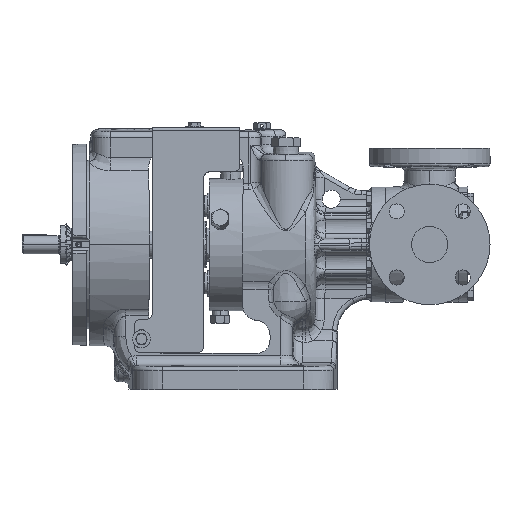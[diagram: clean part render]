
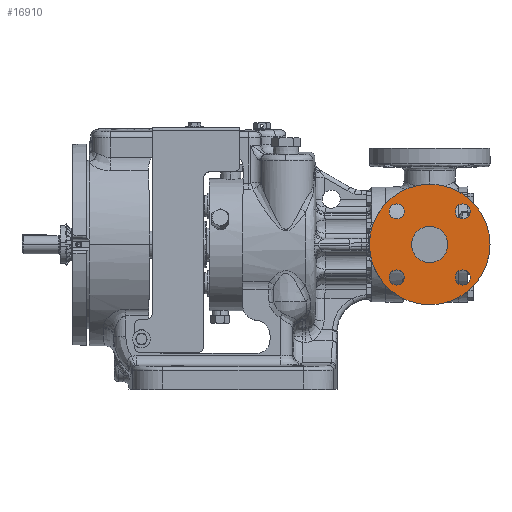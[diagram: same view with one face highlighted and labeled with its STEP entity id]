
A CAD part, top view. The second image highlights one B-rep face of the part: STEP entity #16910.
In plain terms, the highlighted planar face has unit normal (0, 0, 1).
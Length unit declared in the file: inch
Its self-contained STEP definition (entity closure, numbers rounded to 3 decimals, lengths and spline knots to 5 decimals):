
#2173 = CARTESIAN_POINT ( 'NONE',  ( 0.46498, -1.37002, 4. ) ) ;
#2500 = ORIENTED_EDGE ( 'NONE', *, *, #111245, .F. ) ;
#3843 = DIRECTION ( 'NONE',  ( 1., 0., 0. ) ) ;
#7527 = EDGE_CURVE ( 'NONE', #178349, #183733, #148300, .T. ) ;
#8599 = ORIENTED_EDGE ( 'NONE', *, *, #40746, .F. ) ;
#9369 = CIRCLE ( 'NONE', #165186, 0.3125 ) ;
#10086 = DIRECTION ( 'NONE',  ( 0., 0., 1. ) ) ;
#10377 = DIRECTION ( 'NONE',  ( 0., 0., -1. ) ) ;
#11221 = CARTESIAN_POINT ( 'NONE',  ( 0.46498, -1.37002, 4. ) ) ;
#11766 = AXIS2_PLACEMENT_3D ( 'NONE', #101483, #10086, #116808 ) ;
#12860 = CIRCLE ( 'NONE', #153299, 0.75 ) ;
#15882 = AXIS2_PLACEMENT_3D ( 'NONE', #132517, #41082, #147791 ) ;
#16190 = FACE_BOUND ( 'NONE', #84042, .T. ) ;
#16910 = ADVANCED_FACE ( 'NONE', ( #21011, #142697, #97363, #16190, #173617, #56782 ), #24375, .F. ) ;
#17576 = DIRECTION ( 'NONE',  ( 1., 0., 0. ) ) ;
#20234 = CARTESIAN_POINT ( 'NONE',  ( 1.835, 0., 4. ) ) ;
#21011 = FACE_BOUND ( 'NONE', #115765, .T. ) ;
#21875 = VERTEX_POINT ( 'NONE', #193471 ) ;
#22231 = ORIENTED_EDGE ( 'NONE', *, *, #84083, .F. ) ;
#23789 = ORIENTED_EDGE ( 'NONE', *, *, #47419, .T. ) ;
#24375 = PLANE ( 'NONE',  #178664 ) ;
#26507 = AXIS2_PLACEMENT_3D ( 'NONE', #163566, #72254, #178883 ) ;
#26518 = DIRECTION ( 'NONE',  ( 1., 0., 0. ) ) ;
#27269 = EDGE_LOOP ( 'NONE', ( #23789, #79252 ) ) ;
#30639 = AXIS2_PLACEMENT_3D ( 'NONE', #2173, #108963, #17576 ) ;
#35509 = DIRECTION ( 'NONE',  ( 0., -1., 0. ) ) ;
#38621 = CIRCLE ( 'NONE', #15882, 0.3125 ) ;
#38759 = CARTESIAN_POINT ( 'NONE',  ( 1.835, 0., 4. ) ) ;
#40746 = EDGE_CURVE ( 'NONE', #135944, #96234, #104402, .T. ) ;
#41082 = DIRECTION ( 'NONE',  ( 0., 0., 1. ) ) ;
#41319 = CIRCLE ( 'NONE', #51927, 0.3125 ) ;
#41524 = CARTESIAN_POINT ( 'NONE',  ( 3.20502, 1.37002, 4. ) ) ;
#43724 = VERTEX_POINT ( 'NONE', #170327 ) ;
#44785 = CARTESIAN_POINT ( 'NONE',  ( 3.20502, 1.37002, 4. ) ) ;
#45692 = VERTEX_POINT ( 'NONE', #158492 ) ;
#47419 = EDGE_CURVE ( 'NONE', #150989, #83952, #9369, .T. ) ;
#47614 = VERTEX_POINT ( 'NONE', #108454 ) ;
#48664 = ORIENTED_EDGE ( 'NONE', *, *, #170064, .F. ) ;
#51927 = AXIS2_PLACEMENT_3D ( 'NONE', #41524, #148200, #56833 ) ;
#52066 = CARTESIAN_POINT ( 'NONE',  ( 0.77748, 1.37002, 4. ) ) ;
#54070 = DIRECTION ( 'NONE',  ( 0., -1., 0. ) ) ;
#56087 = DIRECTION ( 'NONE',  ( 0., 0., -1. ) ) ;
#56782 = FACE_BOUND ( 'NONE', #27269, .T. ) ;
#56833 = DIRECTION ( 'NONE',  ( 1., 0., 0. ) ) ;
#57907 = DIRECTION ( 'NONE',  ( 0., 0., 1. ) ) ;
#58656 = AXIS2_PLACEMENT_3D ( 'NONE', #38759, #145468, #54070 ) ;
#60107 = DIRECTION ( 'NONE',  ( 1., 0., 0. ) ) ;
#64164 = EDGE_CURVE ( 'NONE', #183733, #178349, #67280, .T. ) ;
#65352 = CARTESIAN_POINT ( 'NONE',  ( 0.77748, -1.37002, 4. ) ) ;
#67280 = CIRCLE ( 'NONE', #58656, 2.5 ) ;
#70471 = CARTESIAN_POINT ( 'NONE',  ( 1.835, 0.75, 4. ) ) ;
#72254 = DIRECTION ( 'NONE',  ( 0., 0., -1. ) ) ;
#74597 = ORIENTED_EDGE ( 'NONE', *, *, #76635, .T. ) ;
#75015 = CARTESIAN_POINT ( 'NONE',  ( 2.89252, 1.37002, 4. ) ) ;
#76635 = EDGE_CURVE ( 'NONE', #47614, #43724, #182265, .T. ) ;
#78219 = VERTEX_POINT ( 'NONE', #52066 ) ;
#79252 = ORIENTED_EDGE ( 'NONE', *, *, #177795, .T. ) ;
#79487 = CIRCLE ( 'NONE', #141445, 0.3125 ) ;
#81817 = EDGE_CURVE ( 'NONE', #21875, #99510, #159480, .T. ) ;
#83952 = VERTEX_POINT ( 'NONE', #126996 ) ;
#84042 = EDGE_LOOP ( 'NONE', ( #8599, #22231 ) ) ;
#84083 = EDGE_CURVE ( 'NONE', #96234, #135944, #41319, .T. ) ;
#87627 = ORIENTED_EDGE ( 'NONE', *, *, #177861, .F. ) ;
#95222 = DIRECTION ( 'NONE',  ( 0., 0., -1. ) ) ;
#95591 = AXIS2_PLACEMENT_3D ( 'NONE', #147470, #56087, #162695 ) ;
#96234 = VERTEX_POINT ( 'NONE', #75015 ) ;
#97363 = FACE_BOUND ( 'NONE', #176979, .T. ) ;
#99510 = VERTEX_POINT ( 'NONE', #70471 ) ;
#100473 = AXIS2_PLACEMENT_3D ( 'NONE', #44785, #151454, #60107 ) ;
#101302 = CIRCLE ( 'NONE', #30639, 0.3125 ) ;
#101483 = CARTESIAN_POINT ( 'NONE',  ( 0.46498, 1.37002, 4. ) ) ;
#101759 = CARTESIAN_POINT ( 'NONE',  ( -0.725, 4., 4. ) ) ;
#104402 = CIRCLE ( 'NONE', #100473, 0.3125 ) ;
#108098 = EDGE_LOOP ( 'NONE', ( #74597, #162629 ) ) ;
#108454 = CARTESIAN_POINT ( 'NONE',  ( 3.51752, -1.37002, 4. ) ) ;
#108963 = DIRECTION ( 'NONE',  ( 0., 0., -1. ) ) ;
#110383 = AXIS2_PLACEMENT_3D ( 'NONE', #149278, #57907, #164533 ) ;
#111245 = EDGE_CURVE ( 'NONE', #78219, #45692, #38621, .T. ) ;
#115765 = EDGE_LOOP ( 'NONE', ( #2500, #48664 ) ) ;
#116808 = DIRECTION ( 'NONE',  ( 1., 0., 0. ) ) ;
#117077 = DIRECTION ( 'NONE',  ( -1., 0., 0. ) ) ;
#117480 = CARTESIAN_POINT ( 'NONE',  ( 1.835, 2.5, 4. ) ) ;
#117913 = DIRECTION ( 'NONE',  ( 0., 0., -1. ) ) ;
#120586 = CIRCLE ( 'NONE', #11766, 0.3125 ) ;
#124218 = ORIENTED_EDGE ( 'NONE', *, *, #81817, .F. ) ;
#124939 = CARTESIAN_POINT ( 'NONE',  ( 1.835, -2.5, 4. ) ) ;
#126965 = DIRECTION ( 'NONE',  ( 0., 0., 1. ) ) ;
#126996 = CARTESIAN_POINT ( 'NONE',  ( 0.15248, -1.37002, 4. ) ) ;
#130502 = ORIENTED_EDGE ( 'NONE', *, *, #64164, .F. ) ;
#132517 = CARTESIAN_POINT ( 'NONE',  ( 0.46498, 1.37002, 4. ) ) ;
#135944 = VERTEX_POINT ( 'NONE', #149395 ) ;
#141445 = AXIS2_PLACEMENT_3D ( 'NONE', #186469, #95222, #3843 ) ;
#142697 = FACE_OUTER_BOUND ( 'NONE', #150911, .T. ) ;
#145468 = DIRECTION ( 'NONE',  ( 0., 0., -1. ) ) ;
#147470 = CARTESIAN_POINT ( 'NONE',  ( 1.835, 0., 4. ) ) ;
#147791 = DIRECTION ( 'NONE',  ( 1., 0., 0. ) ) ;
#148200 = DIRECTION ( 'NONE',  ( 0., 0., 1. ) ) ;
#148300 = CIRCLE ( 'NONE', #95591, 2.5 ) ;
#149278 = CARTESIAN_POINT ( 'NONE',  ( 1.835, 0., 4. ) ) ;
#149395 = CARTESIAN_POINT ( 'NONE',  ( 3.51752, 1.37002, 4. ) ) ;
#150911 = EDGE_LOOP ( 'NONE', ( #186746, #130502 ) ) ;
#150989 = VERTEX_POINT ( 'NONE', #65352 ) ;
#151454 = DIRECTION ( 'NONE',  ( 0., 0., 1. ) ) ;
#153299 = AXIS2_PLACEMENT_3D ( 'NONE', #20234, #126965, #35509 ) ;
#158492 = CARTESIAN_POINT ( 'NONE',  ( 0.15248, 1.37002, 4. ) ) ;
#159480 = CIRCLE ( 'NONE', #110383, 0.75 ) ;
#162629 = ORIENTED_EDGE ( 'NONE', *, *, #165468, .T. ) ;
#162695 = DIRECTION ( 'NONE',  ( 0., -1., 0. ) ) ;
#163566 = CARTESIAN_POINT ( 'NONE',  ( 3.20502, -1.37002, 4. ) ) ;
#164533 = DIRECTION ( 'NONE',  ( 0., -1., 0. ) ) ;
#165186 = AXIS2_PLACEMENT_3D ( 'NONE', #11221, #117913, #26518 ) ;
#165468 = EDGE_CURVE ( 'NONE', #43724, #47614, #79487, .T. ) ;
#170064 = EDGE_CURVE ( 'NONE', #45692, #78219, #120586, .T. ) ;
#170327 = CARTESIAN_POINT ( 'NONE',  ( 2.89252, -1.37002, 4. ) ) ;
#173617 = FACE_BOUND ( 'NONE', #108098, .T. ) ;
#176979 = EDGE_LOOP ( 'NONE', ( #124218, #87627 ) ) ;
#177795 = EDGE_CURVE ( 'NONE', #83952, #150989, #101302, .T. ) ;
#177861 = EDGE_CURVE ( 'NONE', #99510, #21875, #12860, .T. ) ;
#178349 = VERTEX_POINT ( 'NONE', #124939 ) ;
#178664 = AXIS2_PLACEMENT_3D ( 'NONE', #101759, #10377, #117077 ) ;
#178883 = DIRECTION ( 'NONE',  ( 1., 0., 0. ) ) ;
#182265 = CIRCLE ( 'NONE', #26507, 0.3125 ) ;
#183733 = VERTEX_POINT ( 'NONE', #117480 ) ;
#186469 = CARTESIAN_POINT ( 'NONE',  ( 3.20502, -1.37002, 4. ) ) ;
#186746 = ORIENTED_EDGE ( 'NONE', *, *, #7527, .F. ) ;
#193471 = CARTESIAN_POINT ( 'NONE',  ( 1.835, -0.75, 4. ) ) ;
